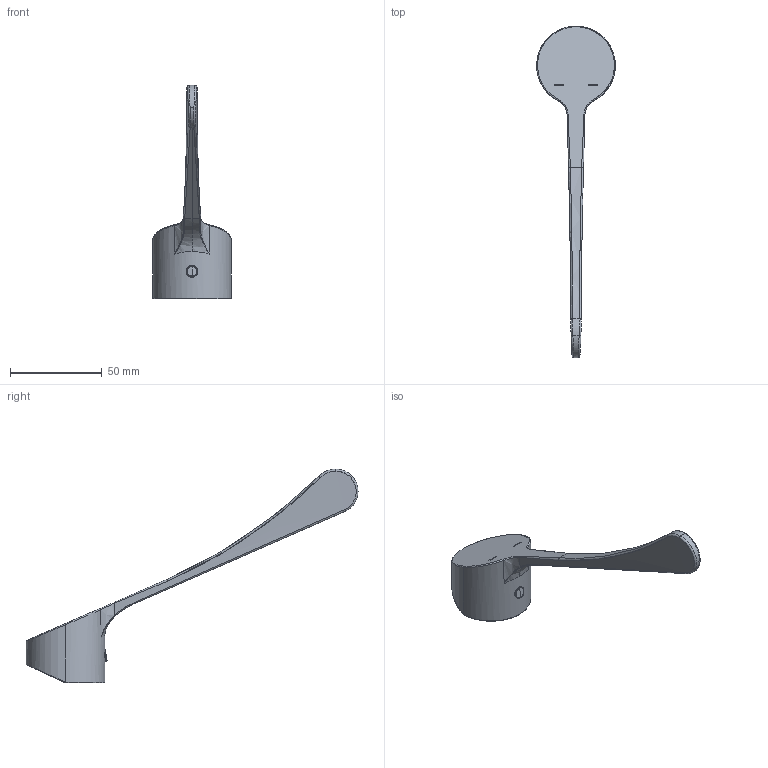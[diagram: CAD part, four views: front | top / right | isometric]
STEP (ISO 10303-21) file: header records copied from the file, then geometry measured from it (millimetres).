
FILE_DESCRIPTION(/* description */ (''),/* implementation_level */ '2;1');
FILE_NAME(/* name */ 'STEP - A525736600_9509106',/* time_stamp */ '2025-03-18T16:00:50+11:00',/* author */ (''),/* organization */ (''),/* preprocessor_version */ 'ST-DEVELOPER v16.5',/* originating_system */ 'Rhino 7.37',/* authorisation */ '');
FILE_SCHEMA (('AUTOMOTIVE_DESIGN'));
Length unit declared in the file: millimetre
Products named in the file (1): Document
Bounding box: 43 x 181.19 x 116.6 mm (x, y, z)
Surface area: 17051.2 mm2 (no closed solid volume)
Topology: 0 solids, 5 shells, 156 faces, 427 edges, 244 vertices
Faces by surface type: bspline 74, cylinder 42, plane 40
Entity records: 8461 total; most frequent: CARTESIAN_POINT 5935, ORIENTED_EDGE 764, EDGE_CURVE 415, B_SPLINE_CURVE_WITH_KNOTS 281, VERTEX_POINT 244, EDGE_LOOP 166, ADVANCED_FACE 156, FACE_OUTER_BOUND 156
